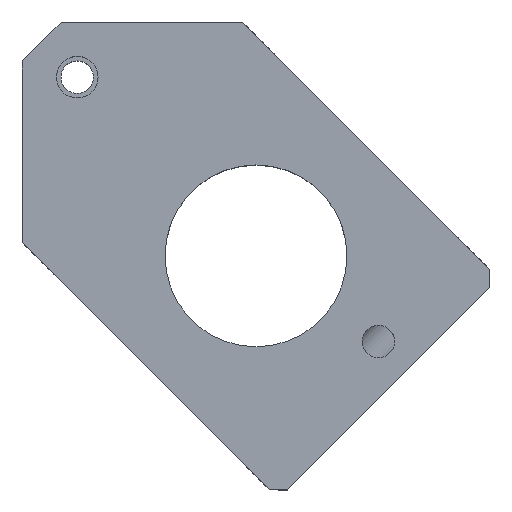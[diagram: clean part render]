
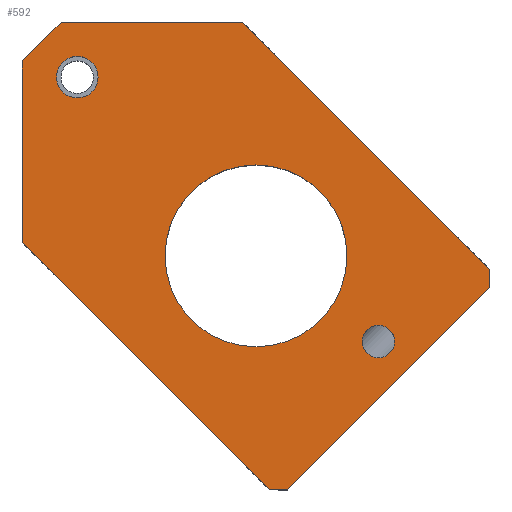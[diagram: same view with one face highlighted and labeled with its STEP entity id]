
A CAD part, top view. The second image highlights one B-rep face of the part: STEP entity #592.
In plain terms, the highlighted planar face has unit normal (0, 0, 1).
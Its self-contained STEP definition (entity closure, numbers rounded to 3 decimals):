
#15 = PLANE ( 'NONE',  #838 ) ;
#17 = VECTOR ( 'NONE', #898, 1000. ) ;
#23 = EDGE_CURVE ( 'NONE', #759, #198, #1059, .T. ) ;
#28 = FACE_OUTER_BOUND ( 'NONE', #183, .T. ) ;
#58 = ORIENTED_EDGE ( 'NONE', *, *, #342, .T. ) ;
#65 = ORIENTED_EDGE ( 'NONE', *, *, #23, .F. ) ;
#84 = DIRECTION ( 'NONE',  ( 0., 0., 1. ) ) ;
#89 = CARTESIAN_POINT ( 'NONE',  ( 9.422, -6.594, 11. ) ) ;
#90 = DIRECTION ( 'NONE',  ( 0.707, 0.707, 0. ) ) ;
#92 = CARTESIAN_POINT ( 'NONE',  ( -7., 0., 11. ) ) ;
#94 = FACE_BOUND ( 'NONE', #865, .T. ) ;
#109 = CIRCLE ( 'NONE', #707, 1.25 ) ;
#115 = DIRECTION ( 'NONE',  ( 0., 0., 1. ) ) ;
#128 = CARTESIAN_POINT ( 'NONE',  ( 0., 0., 11. ) ) ;
#134 = EDGE_CURVE ( 'NONE', #580, #770, #446, .T. ) ;
#158 = VERTEX_POINT ( 'NONE', #458 ) ;
#161 = EDGE_CURVE ( 'NONE', #770, #684, #803, .T. ) ;
#182 = CARTESIAN_POINT ( 'NONE',  ( -18., 15., 11. ) ) ;
#183 = EDGE_LOOP ( 'NONE', ( #595, #1025, #800, #750, #58, #218, #321, #861 ) ) ;
#197 = LINE ( 'NONE', #594, #652 ) ;
#198 = VERTEX_POINT ( 'NONE', #381 ) ;
#218 = ORIENTED_EDGE ( 'NONE', *, *, #1064, .T. ) ;
#221 = EDGE_CURVE ( 'NONE', #1030, #637, #679, .T. ) ;
#239 = LINE ( 'NONE', #182, #913 ) ;
#241 = CARTESIAN_POINT ( 'NONE',  ( -18., 18., 11. ) ) ;
#244 = AXIS2_PLACEMENT_3D ( 'NONE', #661, #827, #755 ) ;
#258 = CARTESIAN_POINT ( 'NONE',  ( -15., 18., 11. ) ) ;
#274 = DIRECTION ( 'NONE',  ( 0., 0., 1. ) ) ;
#291 = CIRCLE ( 'NONE', #322, 7. ) ;
#296 = EDGE_CURVE ( 'NONE', #158, #588, #813, .T. ) ;
#302 = CARTESIAN_POINT ( 'NONE',  ( 9.422, -6.594, 11. ) ) ;
#321 = ORIENTED_EDGE ( 'NONE', *, *, #134, .T. ) ;
#322 = AXIS2_PLACEMENT_3D ( 'NONE', #128, #512, #459 ) ;
#324 = DIRECTION ( 'NONE',  ( -1., 0., 0. ) ) ;
#331 = CARTESIAN_POINT ( 'NONE',  ( 0., 0., 11. ) ) ;
#334 = EDGE_CURVE ( 'NONE', #684, #574, #648, .T. ) ;
#342 = EDGE_CURVE ( 'NONE', #588, #461, #239, .T. ) ;
#353 = CARTESIAN_POINT ( 'NONE',  ( -26.485, 9.515, 11. ) ) ;
#360 = ORIENTED_EDGE ( 'NONE', *, *, #1006, .F. ) ;
#370 = CARTESIAN_POINT ( 'NONE',  ( 18., -1.029, 11. ) ) ;
#372 = CARTESIAN_POINT ( 'NONE',  ( 2.444, -18., 11. ) ) ;
#381 = CARTESIAN_POINT ( 'NONE',  ( 7., 0., 11. ) ) ;
#420 = VERTEX_POINT ( 'NONE', #370 ) ;
#423 = CARTESIAN_POINT ( 'NONE',  ( 8.172, -6.594, 11. ) ) ;
#434 = DIRECTION ( 'NONE',  ( 1., 0., 0. ) ) ;
#439 = DIRECTION ( 'NONE',  ( 1., 0., 0. ) ) ;
#446 = LINE ( 'NONE', #353, #798 ) ;
#458 = CARTESIAN_POINT ( 'NONE',  ( -1.029, 18., 11. ) ) ;
#459 = DIRECTION ( 'NONE',  ( 1., 0., 0. ) ) ;
#461 = VERTEX_POINT ( 'NONE', #553 ) ;
#489 = AXIS2_PLACEMENT_3D ( 'NONE', #302, #635, #858 ) ;
#491 = DIRECTION ( 'NONE',  ( -0.707, -0.707, 0. ) ) ;
#499 = CIRCLE ( 'NONE', #244, 1.6 ) ;
#510 = VERTEX_POINT ( 'NONE', #788 ) ;
#512 = DIRECTION ( 'NONE',  ( 0., 0., 1. ) ) ;
#525 = AXIS2_PLACEMENT_3D ( 'NONE', #572, #84, #824 ) ;
#535 = CARTESIAN_POINT ( 'NONE',  ( -13.757, 13.757, 11. ) ) ;
#540 = VECTOR ( 'NONE', #90, 1000. ) ;
#547 = EDGE_CURVE ( 'NONE', #420, #158, #654, .T. ) ;
#553 = CARTESIAN_POINT ( 'NONE',  ( -18., 15., 11. ) ) ;
#572 = CARTESIAN_POINT ( 'NONE',  ( 0., 0., 11. ) ) ;
#573 = EDGE_CURVE ( 'NONE', #637, #1030, #109, .T. ) ;
#574 = VERTEX_POINT ( 'NONE', #579 ) ;
#576 = CARTESIAN_POINT ( 'NONE',  ( 26.485, -9.515, 11. ) ) ;
#577 = EDGE_CURVE ( 'NONE', #1052, #510, #499, .T. ) ;
#579 = CARTESIAN_POINT ( 'NONE',  ( 18., -2.444, 11. ) ) ;
#580 = VERTEX_POINT ( 'NONE', #591 ) ;
#588 = VERTEX_POINT ( 'NONE', #258 ) ;
#589 = AXIS2_PLACEMENT_3D ( 'NONE', #535, #274, #439 ) ;
#591 = CARTESIAN_POINT ( 'NONE',  ( -18., 1.029, 11. ) ) ;
#592 = ADVANCED_FACE ( 'NONE', ( #94, #908, #1005, #28 ), #15, .F. ) ;
#594 = CARTESIAN_POINT ( 'NONE',  ( 18., -18., 11. ) ) ;
#595 = ORIENTED_EDGE ( 'NONE', *, *, #334, .T. ) ;
#630 = CARTESIAN_POINT ( 'NONE',  ( -18., -18., 11. ) ) ;
#635 = DIRECTION ( 'NONE',  ( 0., 0., 1. ) ) ;
#637 = VERTEX_POINT ( 'NONE', #423 ) ;
#640 = CIRCLE ( 'NONE', #589, 1.6 ) ;
#648 = LINE ( 'NONE', #821, #540 ) ;
#652 = VECTOR ( 'NONE', #844, 1000. ) ;
#654 = LINE ( 'NONE', #576, #17 ) ;
#661 = CARTESIAN_POINT ( 'NONE',  ( -13.757, 13.757, 11. ) ) ;
#679 = CIRCLE ( 'NONE', #489, 1.25 ) ;
#684 = VERTEX_POINT ( 'NONE', #372 ) ;
#700 = EDGE_CURVE ( 'NONE', #510, #1052, #640, .T. ) ;
#707 = AXIS2_PLACEMENT_3D ( 'NONE', #89, #115, #434 ) ;
#734 = ORIENTED_EDGE ( 'NONE', *, *, #221, .F. ) ;
#750 = ORIENTED_EDGE ( 'NONE', *, *, #296, .T. ) ;
#754 = ORIENTED_EDGE ( 'NONE', *, *, #577, .F. ) ;
#755 = DIRECTION ( 'NONE',  ( 1., 0., 0. ) ) ;
#759 = VERTEX_POINT ( 'NONE', #92 ) ;
#770 = VERTEX_POINT ( 'NONE', #796 ) ;
#776 = DIRECTION ( 'NONE',  ( 0.707, -0.707, 0. ) ) ;
#787 = CARTESIAN_POINT ( 'NONE',  ( 10.672, -6.594, 11. ) ) ;
#788 = CARTESIAN_POINT ( 'NONE',  ( -15.357, 13.757, 11. ) ) ;
#794 = CARTESIAN_POINT ( 'NONE',  ( -12.157, 13.757, 11. ) ) ;
#796 = CARTESIAN_POINT ( 'NONE',  ( 1.029, -18., 11. ) ) ;
#798 = VECTOR ( 'NONE', #776, 1000. ) ;
#800 = ORIENTED_EDGE ( 'NONE', *, *, #547, .T. ) ;
#803 = LINE ( 'NONE', #968, #847 ) ;
#813 = LINE ( 'NONE', #241, #984 ) ;
#821 = CARTESIAN_POINT ( 'NONE',  ( -7.778, -28.222, 11. ) ) ;
#824 = DIRECTION ( 'NONE',  ( 1., 0., 0. ) ) ;
#827 = DIRECTION ( 'NONE',  ( 0., 0., 1. ) ) ;
#838 = AXIS2_PLACEMENT_3D ( 'NONE', #331, #1015, #842 ) ;
#842 = DIRECTION ( 'NONE',  ( -1., 0., 0. ) ) ;
#844 = DIRECTION ( 'NONE',  ( 0., 1., 0. ) ) ;
#847 = VECTOR ( 'NONE', #875, 1000. ) ;
#858 = DIRECTION ( 'NONE',  ( 1., 0., 0. ) ) ;
#859 = DIRECTION ( 'NONE',  ( 0., -1., 0. ) ) ;
#861 = ORIENTED_EDGE ( 'NONE', *, *, #161, .T. ) ;
#865 = EDGE_LOOP ( 'NONE', ( #734, #890 ) ) ;
#875 = DIRECTION ( 'NONE',  ( 1., 0., 0. ) ) ;
#890 = ORIENTED_EDGE ( 'NONE', *, *, #573, .F. ) ;
#898 = DIRECTION ( 'NONE',  ( -0.707, 0.707, 0. ) ) ;
#904 = EDGE_LOOP ( 'NONE', ( #360, #65 ) ) ;
#908 = FACE_BOUND ( 'NONE', #904, .T. ) ;
#913 = VECTOR ( 'NONE', #491, 1000. ) ;
#928 = VECTOR ( 'NONE', #859, 1000. ) ;
#953 = EDGE_CURVE ( 'NONE', #574, #420, #197, .T. ) ;
#954 = LINE ( 'NONE', #630, #928 ) ;
#968 = CARTESIAN_POINT ( 'NONE',  ( -18., -18., 11. ) ) ;
#971 = EDGE_LOOP ( 'NONE', ( #754, #1002 ) ) ;
#984 = VECTOR ( 'NONE', #324, 1000. ) ;
#1002 = ORIENTED_EDGE ( 'NONE', *, *, #700, .F. ) ;
#1005 = FACE_BOUND ( 'NONE', #971, .T. ) ;
#1006 = EDGE_CURVE ( 'NONE', #198, #759, #291, .T. ) ;
#1015 = DIRECTION ( 'NONE',  ( 0., 0., -1. ) ) ;
#1025 = ORIENTED_EDGE ( 'NONE', *, *, #953, .T. ) ;
#1030 = VERTEX_POINT ( 'NONE', #787 ) ;
#1052 = VERTEX_POINT ( 'NONE', #794 ) ;
#1059 = CIRCLE ( 'NONE', #525, 7. ) ;
#1064 = EDGE_CURVE ( 'NONE', #461, #580, #954, .T. ) ;
